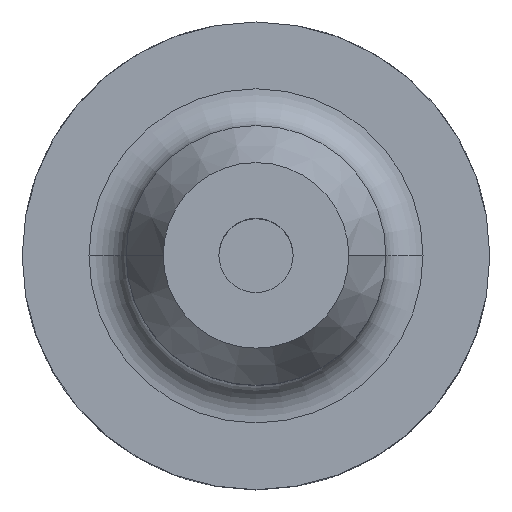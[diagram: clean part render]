
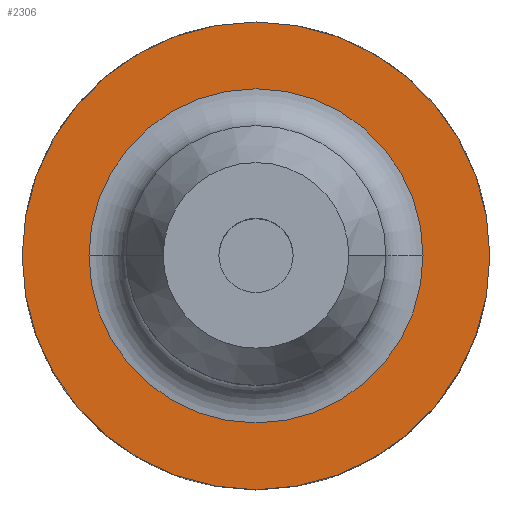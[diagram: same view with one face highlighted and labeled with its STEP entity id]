
A CAD part, top view. The second image highlights one B-rep face of the part: STEP entity #2306.
In plain terms, the highlighted planar face has unit normal (0, 0, 1).
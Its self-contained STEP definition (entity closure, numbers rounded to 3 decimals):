
#126 = VERTEX_POINT ( 'NONE', #3220 ) ;
#176 = CARTESIAN_POINT ( 'NONE',  ( 0., 0., 22. ) ) ;
#283 = CARTESIAN_POINT ( 'NONE',  ( 31.5, 0., 22. ) ) ;
#298 = ORIENTED_EDGE ( 'NONE', *, *, #3340, .T. ) ;
#614 = VERTEX_POINT ( 'NONE', #4774 ) ;
#753 = CARTESIAN_POINT ( 'NONE',  ( 0., 0., 22. ) ) ;
#872 = ORIENTED_EDGE ( 'NONE', *, *, #2154, .T. ) ;
#1317 = PLANE ( 'NONE',  #1492 ) ;
#1328 = CARTESIAN_POINT ( 'NONE',  ( 0., 0., 22. ) ) ;
#1334 = AXIS2_PLACEMENT_3D ( 'NONE', #176, #3558, #3170 ) ;
#1408 = EDGE_LOOP ( 'NONE', ( #4175, #298 ) ) ;
#1492 = AXIS2_PLACEMENT_3D ( 'NONE', #1328, #4715, #2451 ) ;
#1705 = CARTESIAN_POINT ( 'NONE',  ( -22.5, 0., 22. ) ) ;
#1758 = CIRCLE ( 'NONE', #3749, 22.5 ) ;
#1772 = VERTEX_POINT ( 'NONE', #283 ) ;
#1808 = ORIENTED_EDGE ( 'NONE', *, *, #4284, .T. ) ;
#2154 = EDGE_CURVE ( 'NONE', #126, #1772, #4391, .T. ) ;
#2215 = CARTESIAN_POINT ( 'NONE',  ( 0., 0., 22. ) ) ;
#2280 = EDGE_LOOP ( 'NONE', ( #1808, #872 ) ) ;
#2306 = ADVANCED_FACE ( 'NONE', ( #2908, #4037 ), #1317, .F. ) ;
#2451 = DIRECTION ( 'NONE',  ( -1., 0., 0. ) ) ;
#2499 = EDGE_CURVE ( 'NONE', #3435, #614, #1758, .T. ) ;
#2739 = CIRCLE ( 'NONE', #1334, 22.5 ) ;
#2908 = FACE_BOUND ( 'NONE', #1408, .T. ) ;
#3170 = DIRECTION ( 'NONE',  ( -1., 0., 0. ) ) ;
#3220 = CARTESIAN_POINT ( 'NONE',  ( -31.5, 0., 22. ) ) ;
#3338 = DIRECTION ( 'NONE',  ( 1., 0., 0. ) ) ;
#3340 = EDGE_CURVE ( 'NONE', #614, #3435, #2739, .T. ) ;
#3362 = DIRECTION ( 'NONE',  ( 0., 0., -1. ) ) ;
#3435 = VERTEX_POINT ( 'NONE', #1705 ) ;
#3558 = DIRECTION ( 'NONE',  ( 0., 0., -1. ) ) ;
#3749 = AXIS2_PLACEMENT_3D ( 'NONE', #753, #3362, #4827 ) ;
#3882 = DIRECTION ( 'NONE',  ( 1., 0., 0. ) ) ;
#4000 = AXIS2_PLACEMENT_3D ( 'NONE', #4215, #4608, #3882 ) ;
#4017 = AXIS2_PLACEMENT_3D ( 'NONE', #2215, #4133, #3338 ) ;
#4037 = FACE_OUTER_BOUND ( 'NONE', #2280, .T. ) ;
#4133 = DIRECTION ( 'NONE',  ( 0., 0., 1. ) ) ;
#4175 = ORIENTED_EDGE ( 'NONE', *, *, #2499, .T. ) ;
#4210 = CIRCLE ( 'NONE', #4017, 31.5 ) ;
#4215 = CARTESIAN_POINT ( 'NONE',  ( 0., 0., 22. ) ) ;
#4284 = EDGE_CURVE ( 'NONE', #1772, #126, #4210, .T. ) ;
#4391 = CIRCLE ( 'NONE', #4000, 31.5 ) ;
#4608 = DIRECTION ( 'NONE',  ( 0., 0., 1. ) ) ;
#4715 = DIRECTION ( 'NONE',  ( 0., 0., -1. ) ) ;
#4774 = CARTESIAN_POINT ( 'NONE',  ( 22.5, 0., 22. ) ) ;
#4827 = DIRECTION ( 'NONE',  ( -1., 0., 0. ) ) ;
